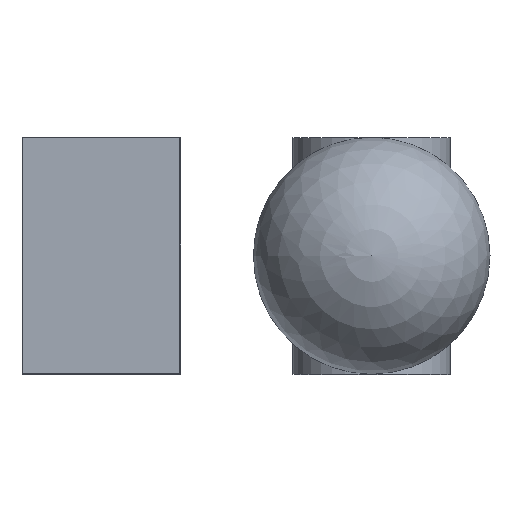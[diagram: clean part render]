
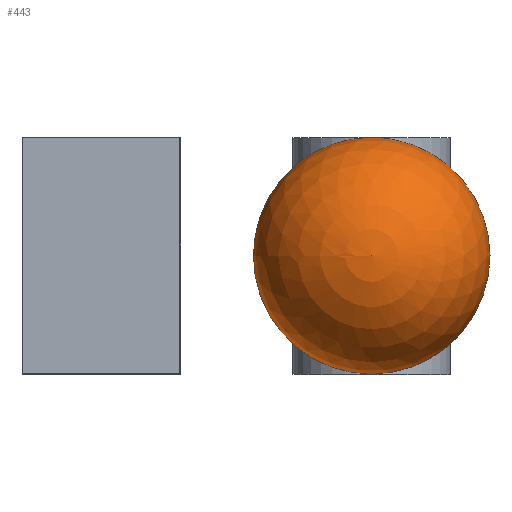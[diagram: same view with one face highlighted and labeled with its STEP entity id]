
A CAD part, top view. The second image highlights one B-rep face of the part: STEP entity #443.
In plain terms, the highlighted spherical face has radius 30 mm.
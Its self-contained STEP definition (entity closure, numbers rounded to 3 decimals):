
#19 = DIRECTION ( 'NONE',  ( 0., 0., 1. ) ) ;
#24 = DIRECTION ( 'NONE',  ( 1., 0., 0. ) ) ;
#37 = VERTEX_POINT ( 'NONE', #315 ) ;
#106 = CIRCLE ( 'NONE', #389, 30. ) ;
#157 = DIRECTION ( 'NONE',  ( 0., 0., -1. ) ) ;
#159 = CIRCLE ( 'NONE', #432, 30. ) ;
#212 = ORIENTED_EDGE ( 'NONE', *, *, #306, .F. ) ;
#222 = EDGE_LOOP ( 'NONE', ( #212, #358 ) ) ;
#230 = FACE_OUTER_BOUND ( 'NONE', #222, .T. ) ;
#244 = CARTESIAN_POINT ( 'NONE',  ( 0., 30., 61.381 ) ) ;
#248 = DIRECTION ( 'NONE',  ( 0., 0., -1. ) ) ;
#276 = AXIS2_PLACEMENT_3D ( 'NONE', #459, #157, #349 ) ;
#288 = EDGE_CURVE ( 'NONE', #37, #363, #159, .T. ) ;
#306 = EDGE_CURVE ( 'NONE', #37, #363, #106, .T. ) ;
#312 = CARTESIAN_POINT ( 'NONE',  ( 0., 30., 61.381 ) ) ;
#315 = CARTESIAN_POINT ( 'NONE',  ( 0., 60., 61.381 ) ) ;
#349 = DIRECTION ( 'NONE',  ( -1., 0., 0. ) ) ;
#357 = SPHERICAL_SURFACE ( 'NONE', #276, 30. ) ;
#358 = ORIENTED_EDGE ( 'NONE', *, *, #288, .T. ) ;
#363 = VERTEX_POINT ( 'NONE', #377 ) ;
#377 = CARTESIAN_POINT ( 'NONE',  ( 0., 0., 61.381 ) ) ;
#389 = AXIS2_PLACEMENT_3D ( 'NONE', #244, #248, #474 ) ;
#432 = AXIS2_PLACEMENT_3D ( 'NONE', #312, #19, #24 ) ;
#443 = ADVANCED_FACE ( 'NONE', ( #230 ), #357, .T. ) ;
#459 = CARTESIAN_POINT ( 'NONE',  ( 0., 30., 61.381 ) ) ;
#474 = DIRECTION ( 'NONE',  ( -1., 0., 0. ) ) ;
